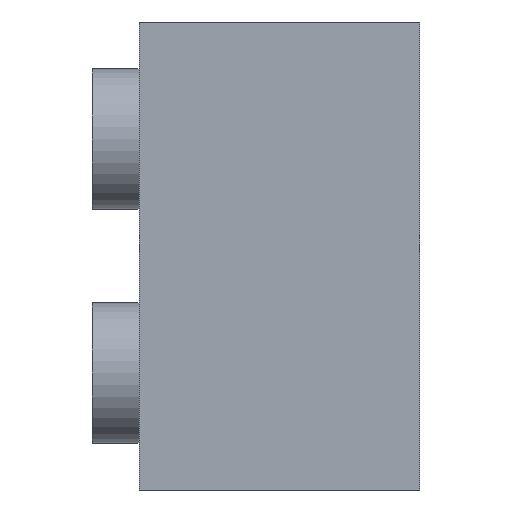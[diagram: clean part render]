
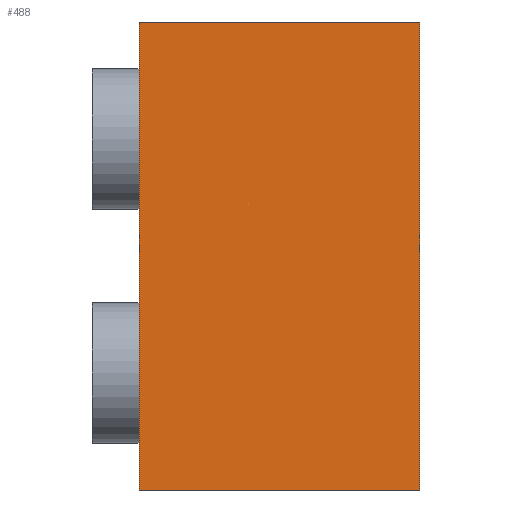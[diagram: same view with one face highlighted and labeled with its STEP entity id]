
A CAD part, left-side view. The second image highlights one B-rep face of the part: STEP entity #488.
In plain terms, the highlighted planar face has unit normal (-1, 0, 0).
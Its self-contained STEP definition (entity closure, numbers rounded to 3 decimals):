
#93=ORIENTED_EDGE('',*,*,#182,.T.);
#94=ORIENTED_EDGE('',*,*,#192,.F.);
#95=ORIENTED_EDGE('',*,*,#193,.F.);
#96=ORIENTED_EDGE('',*,*,#194,.F.);
#182=EDGE_CURVE('',#232,#231,#278,.T.);
#192=EDGE_CURVE('',#241,#231,#280,.T.);
#193=EDGE_CURVE('',#242,#241,#281,.T.);
#194=EDGE_CURVE('',#232,#242,#282,.T.);
#231=VERTEX_POINT('',#815);
#232=VERTEX_POINT('',#817);
#241=VERTEX_POINT('',#837);
#242=VERTEX_POINT('',#839);
#278=LINE('',#816,#290);
#280=LINE('',#836,#292);
#281=LINE('',#838,#293);
#282=LINE('',#840,#294);
#290=VECTOR('',#636,1000.);
#292=VECTOR('',#656,1000.);
#293=VECTOR('',#657,1000.);
#294=VECTOR('',#658,1000.);
#307=EDGE_LOOP('',(#93,#94,#95,#96));
#389=FACE_BOUND('',#307,.T.);
#463=PLANE('',#553);
#488=ADVANCED_FACE('',(#389),#463,.F.);
#553=AXIS2_PLACEMENT_3D('',#835,#654,#655);
#636=DIRECTION('',(0.,0.,-1.));
#654=DIRECTION('',(1.,0.,0.));
#655=DIRECTION('',(0.,0.,-1.));
#656=DIRECTION('',(0.,1.,0.));
#657=DIRECTION('',(0.,0.,-1.));
#658=DIRECTION('',(0.,-1.,0.));
#815=CARTESIAN_POINT('',(-16.207,4.79,-0.161));
#816=CARTESIAN_POINT('',(-16.207,4.79,7.839));
#817=CARTESIAN_POINT('',(-16.207,4.79,15.839));
#835=CARTESIAN_POINT('',(-16.207,-0.01,7.839));
#836=CARTESIAN_POINT('',(-16.207,-0.01,-0.161));
#837=CARTESIAN_POINT('',(-16.207,-4.81,-0.161));
#838=CARTESIAN_POINT('',(-16.207,-4.81,7.839));
#839=CARTESIAN_POINT('',(-16.207,-4.81,15.839));
#840=CARTESIAN_POINT('',(-16.207,-0.01,15.839));
